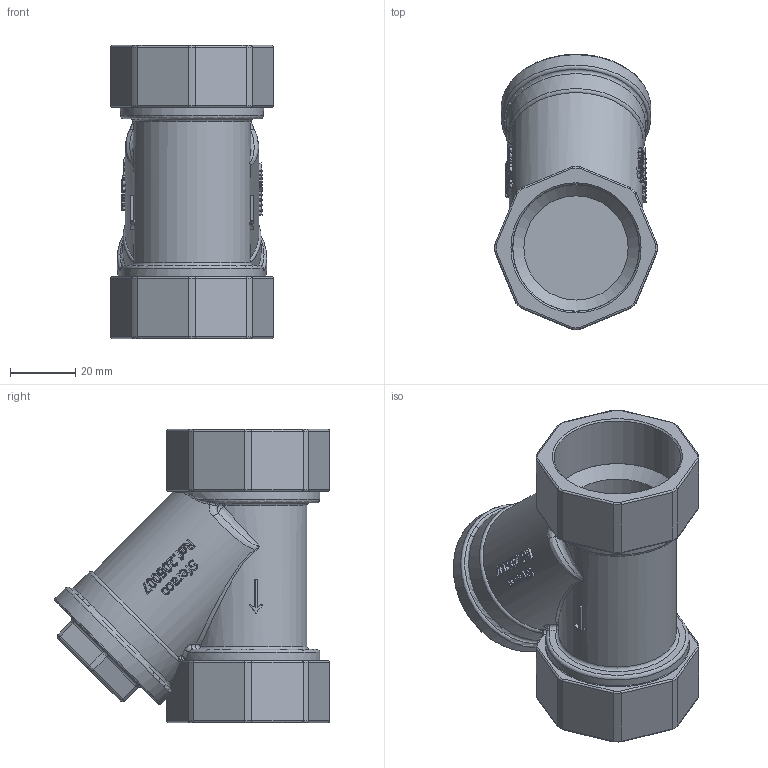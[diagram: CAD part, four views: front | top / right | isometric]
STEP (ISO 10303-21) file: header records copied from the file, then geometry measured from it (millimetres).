
FILE_DESCRIPTION(/* description */ ('206007'),/* implementation_level */ '2;1');
FILE_NAME(/* name */ '206007.stp',/* time_stamp */ '2016-04-14T14:25:12+02:00',/* author */ ('jmorand'),/* organization */ ('Sferaco'),/* preprocessor_version */ 'ST-DEVELOPER v16.1',/* originating_system */ 'Autodesk Inventor 2016',/* authorisation */ '');
FILE_SCHEMA (('AUTOMOTIVE_DESIGN { 1 0 10303 214 3 1 1 }'));
Length unit declared in the file: millimetre
Products named in the file (1): 206007_bd
Bounding box: 49.99 x 84.54 x 90 mm (x, y, z)
Volume: 130806.4 mm3; surface area: 28556.2 mm2
Topology: 1 solids, 1 shells, 796 faces, 2073 edges, 1335 vertices
Faces by surface type: bspline 393, plane 214, cylinder 130, torus 53, cone 4, sphere 2
Full cylindrical faces by diameter (mm): 32 x2, 38.952 x2, 46 x1
Entity records: 36180 total; most frequent: CARTESIAN_POINT 18499, ORIENTED_EDGE 4116, DIRECTION 2356, EDGE_CURVE 2058, VERTEX_POINT 1334, EDGE_LOOP 866, B_SPLINE_CURVE_WITH_KNOTS 865, LINE 838
